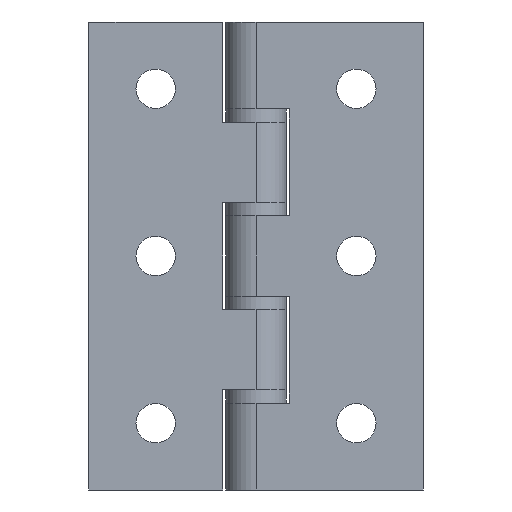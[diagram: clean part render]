
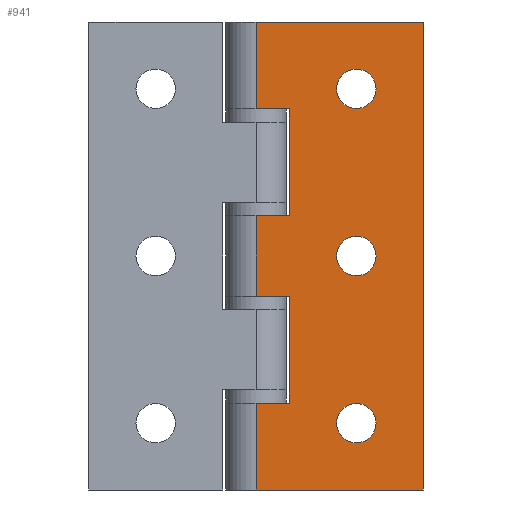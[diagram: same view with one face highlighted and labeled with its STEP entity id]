
A CAD part, front view. The second image highlights one B-rep face of the part: STEP entity #941.
In plain terms, the highlighted planar face has unit normal (0, -1, 0).
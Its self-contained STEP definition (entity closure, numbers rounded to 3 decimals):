
#90=LINE('',#1522,#154);
#92=LINE('',#1533,#156);
#95=LINE('',#1539,#159);
#98=LINE('',#1547,#162);
#100=LINE('',#1558,#164);
#103=LINE('',#1564,#167);
#104=LINE('',#1567,#168);
#105=LINE('',#1569,#169);
#106=LINE('',#1571,#170);
#107=LINE('',#1573,#171);
#108=LINE('',#1574,#172);
#109=LINE('',#1575,#173);
#154=VECTOR('',#1242,5.);
#156=VECTOR('',#1252,5.);
#159=VECTOR('',#1259,16.);
#162=VECTOR('',#1264,5.);
#164=VECTOR('',#1274,5.);
#167=VECTOR('',#1281,16.);
#168=VECTOR('',#1284,13.);
#169=VECTOR('',#1285,25.);
#170=VECTOR('',#1286,70.);
#171=VECTOR('',#1287,25.);
#172=VECTOR('',#1288,13.);
#173=VECTOR('',#1289,12.);
#203=PLANE('',#1040);
#260=FACE_BOUND('',#397,.T.);
#261=FACE_BOUND('',#398,.T.);
#262=FACE_BOUND('',#399,.T.);
#313=FACE_OUTER_BOUND('',#396,.T.);
#396=EDGE_LOOP('',(#821,#822,#823,#824,#825,#826,#827,#828,#829,#830,#831,
#832));
#397=EDGE_LOOP('',(#833));
#398=EDGE_LOOP('',(#834));
#399=EDGE_LOOP('',(#835));
#450=CIRCLE('',#1015,2.95);
#453=CIRCLE('',#1020,2.95);
#456=CIRCLE('',#1025,2.95);
#518=VERTEX_POINT('',#1497);
#521=VERTEX_POINT('',#1505);
#524=VERTEX_POINT('',#1513);
#527=VERTEX_POINT('',#1519);
#528=VERTEX_POINT('',#1521);
#532=VERTEX_POINT('',#1530);
#533=VERTEX_POINT('',#1532);
#537=VERTEX_POINT('',#1544);
#538=VERTEX_POINT('',#1546);
#542=VERTEX_POINT('',#1555);
#543=VERTEX_POINT('',#1557);
#545=VERTEX_POINT('',#1566);
#546=VERTEX_POINT('',#1568);
#547=VERTEX_POINT('',#1570);
#548=VERTEX_POINT('',#1572);
#617=EDGE_CURVE('',#518,#518,#450,.T.);
#620=EDGE_CURVE('',#521,#521,#453,.T.);
#623=EDGE_CURVE('',#524,#524,#456,.T.);
#626=EDGE_CURVE('',#528,#527,#90,.T.);
#631=EDGE_CURVE('',#533,#532,#92,.T.);
#635=EDGE_CURVE('',#527,#533,#95,.T.);
#638=EDGE_CURVE('',#538,#537,#98,.T.);
#643=EDGE_CURVE('',#543,#542,#100,.T.);
#647=EDGE_CURVE('',#537,#543,#103,.T.);
#648=EDGE_CURVE('',#545,#532,#104,.T.);
#649=EDGE_CURVE('',#546,#545,#105,.T.);
#650=EDGE_CURVE('',#547,#546,#106,.T.);
#651=EDGE_CURVE('',#548,#547,#107,.T.);
#652=EDGE_CURVE('',#538,#548,#108,.T.);
#653=EDGE_CURVE('',#528,#542,#109,.T.);
#821=ORIENTED_EDGE('',*,*,#626,.T.);
#822=ORIENTED_EDGE('',*,*,#635,.T.);
#823=ORIENTED_EDGE('',*,*,#631,.T.);
#824=ORIENTED_EDGE('',*,*,#648,.F.);
#825=ORIENTED_EDGE('',*,*,#649,.F.);
#826=ORIENTED_EDGE('',*,*,#650,.F.);
#827=ORIENTED_EDGE('',*,*,#651,.F.);
#828=ORIENTED_EDGE('',*,*,#652,.F.);
#829=ORIENTED_EDGE('',*,*,#638,.T.);
#830=ORIENTED_EDGE('',*,*,#647,.T.);
#831=ORIENTED_EDGE('',*,*,#643,.T.);
#832=ORIENTED_EDGE('',*,*,#653,.F.);
#833=ORIENTED_EDGE('',*,*,#617,.T.);
#834=ORIENTED_EDGE('',*,*,#620,.T.);
#835=ORIENTED_EDGE('',*,*,#623,.T.);
#941=ADVANCED_FACE('',(#313,#260,#261,#262),#203,.T.);
#1015=AXIS2_PLACEMENT_3D('',#1498,#1216,#1217);
#1020=AXIS2_PLACEMENT_3D('',#1506,#1226,#1227);
#1025=AXIS2_PLACEMENT_3D('',#1514,#1236,#1237);
#1040=AXIS2_PLACEMENT_3D('',#1565,#1282,#1283);
#1216=DIRECTION('center_axis',(0.,1.,0.));
#1217=DIRECTION('ref_axis',(1.,0.,0.));
#1226=DIRECTION('center_axis',(0.,1.,0.));
#1227=DIRECTION('ref_axis',(1.,0.,0.));
#1236=DIRECTION('center_axis',(0.,1.,0.));
#1237=DIRECTION('ref_axis',(1.,0.,0.));
#1242=DIRECTION('',(1.,0.,0.));
#1252=DIRECTION('',(-1.,0.,0.));
#1259=DIRECTION('',(0.,0.,-1.));
#1264=DIRECTION('',(1.,0.,0.));
#1274=DIRECTION('',(-1.,0.,0.));
#1281=DIRECTION('',(0.,0.,-1.));
#1282=DIRECTION('center_axis',(0.,-1.,0.));
#1283=DIRECTION('ref_axis',(-1.,0.,0.));
#1284=DIRECTION('',(0.,0.,1.));
#1285=DIRECTION('',(-1.,0.,0.));
#1286=DIRECTION('',(0.,0.,-1.));
#1287=DIRECTION('',(1.,0.,0.));
#1288=DIRECTION('',(0.,0.,1.));
#1289=DIRECTION('',(0.,0.,1.));
#1497=CARTESIAN_POINT('',(12.05,0.,-35.));
#1498=CARTESIAN_POINT('Origin',(15.,0.,-35.));
#1505=CARTESIAN_POINT('',(12.05,0.,-60.));
#1506=CARTESIAN_POINT('Origin',(15.,0.,-60.));
#1513=CARTESIAN_POINT('',(12.05,0.,-10.));
#1514=CARTESIAN_POINT('Origin',(15.,0.,-10.));
#1519=CARTESIAN_POINT('',(5.,0.,-41.));
#1521=CARTESIAN_POINT('',(0.,0.,-41.));
#1522=CARTESIAN_POINT('',(9.,0.,-41.));
#1530=CARTESIAN_POINT('',(0.,0.,-57.));
#1532=CARTESIAN_POINT('',(5.,0.,-57.));
#1533=CARTESIAN_POINT('',(15.,0.,-57.));
#1539=CARTESIAN_POINT('',(5.,0.,-20.5));
#1544=CARTESIAN_POINT('',(5.,0.,-13.));
#1546=CARTESIAN_POINT('',(0.,0.,-13.));
#1547=CARTESIAN_POINT('',(9.,0.,-13.));
#1555=CARTESIAN_POINT('',(0.,0.,-29.));
#1557=CARTESIAN_POINT('',(5.,0.,-29.));
#1558=CARTESIAN_POINT('',(15.,0.,-29.));
#1564=CARTESIAN_POINT('',(5.,0.,-6.5));
#1565=CARTESIAN_POINT('Origin',(25.,0.,0.));
#1566=CARTESIAN_POINT('',(0.,0.,-70.));
#1567=CARTESIAN_POINT('',(0.,0.,0.));
#1568=CARTESIAN_POINT('',(25.,0.,-70.));
#1569=CARTESIAN_POINT('',(0.,0.,-70.));
#1570=CARTESIAN_POINT('',(25.,0.,0.));
#1571=CARTESIAN_POINT('',(25.,0.,0.));
#1572=CARTESIAN_POINT('',(0.,0.,0.));
#1573=CARTESIAN_POINT('',(0.,0.,0.));
#1574=CARTESIAN_POINT('',(0.,0.,0.));
#1575=CARTESIAN_POINT('',(0.,0.,0.));
